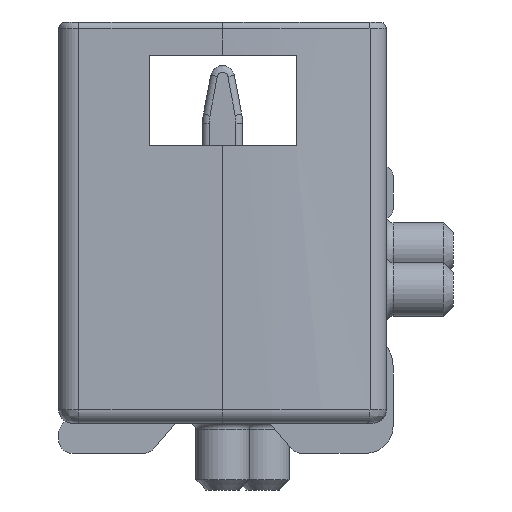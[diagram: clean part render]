
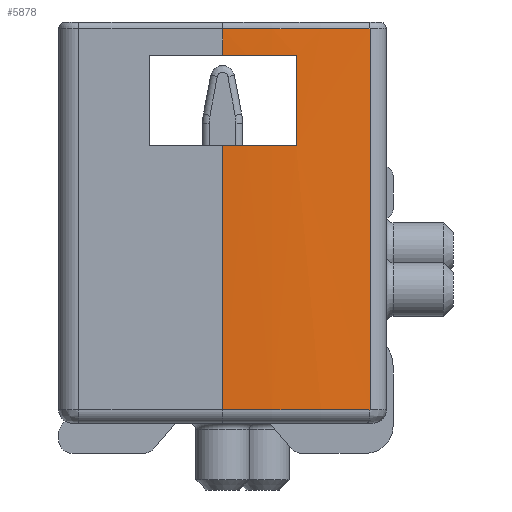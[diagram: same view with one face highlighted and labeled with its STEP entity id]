
A CAD part, left-side view. The second image highlights one B-rep face of the part: STEP entity #5878.
In plain terms, the highlighted cylindrical face has radius 12 mm (diameter 24 mm), a partial arc.
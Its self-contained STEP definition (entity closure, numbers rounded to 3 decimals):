
#4617=CYLINDRICAL_SURFACE('',#21106,12.);
#4988=FACE_OUTER_BOUND('',#7367,.T.);
#5878=ADVANCED_FACE('',(#4988),#4617,.T.);
#7367=EDGE_LOOP('',(#9462,#9463,#9464,#9465,#9466,#9467,#9468,#9469));
#8296=CIRCLE('',#21088,12.);
#8305=CIRCLE('',#21103,12.);
#8306=CIRCLE('',#21104,12.);
#8307=CIRCLE('',#21105,12.);
#9462=ORIENTED_EDGE('',*,*,#15770,.T.);
#9463=ORIENTED_EDGE('',*,*,#15771,.T.);
#9464=ORIENTED_EDGE('',*,*,#15772,.F.);
#9465=ORIENTED_EDGE('',*,*,#15773,.T.);
#9466=ORIENTED_EDGE('',*,*,#15774,.T.);
#9467=ORIENTED_EDGE('',*,*,#15775,.T.);
#9468=ORIENTED_EDGE('',*,*,#15467,.F.);
#9469=ORIENTED_EDGE('',*,*,#15678,.T.);
#13932=VERTEX_POINT('',#27808);
#13933=VERTEX_POINT('',#27810);
#14127=VERTEX_POINT('',#28263);
#14208=VERTEX_POINT('',#28443);
#14209=VERTEX_POINT('',#28445);
#14210=VERTEX_POINT('',#28447);
#14211=VERTEX_POINT('',#28449);
#14212=VERTEX_POINT('',#28451);
#15467=EDGE_CURVE('',#13932,#13933,#17863,.T.);
#15678=EDGE_CURVE('',#13932,#14127,#8296,.T.);
#15770=EDGE_CURVE('',#14127,#14208,#18136,.T.);
#15771=EDGE_CURVE('',#14208,#14209,#8305,.T.);
#15772=EDGE_CURVE('',#14210,#14209,#18137,.T.);
#15773=EDGE_CURVE('',#14210,#14211,#8306,.T.);
#15774=EDGE_CURVE('',#14211,#14212,#18138,.T.);
#15775=EDGE_CURVE('',#14212,#13933,#8307,.T.);
#17863=LINE('',#27809,#19467);
#18136=LINE('',#28442,#19740);
#18137=LINE('',#28446,#19741);
#18138=LINE('',#28450,#19742);
#19467=VECTOR('',#22792,1.);
#19740=VECTOR('',#23195,1.);
#19741=VECTOR('',#23198,1.);
#19742=VECTOR('',#23201,1.);
#21088=AXIS2_PLACEMENT_3D('',#28264,#23082,#23083);
#21103=AXIS2_PLACEMENT_3D('',#28444,#23196,#23197);
#21104=AXIS2_PLACEMENT_3D('',#28448,#23199,#23200);
#21105=AXIS2_PLACEMENT_3D('',#28452,#23202,#23203);
#21106=AXIS2_PLACEMENT_3D('',#28453,#23204,#23205);
#22792=DIRECTION('',(0.,0.,1.));
#23082=DIRECTION('',(0.,0.,-1.));
#23083=DIRECTION('',(1.,0.,0.));
#23195=DIRECTION('',(0.,0.,-1.));
#23196=DIRECTION('',(0.,0.,1.));
#23197=DIRECTION('',(-1.,0.,0.));
#23198=DIRECTION('',(0.,0.,-1.));
#23199=DIRECTION('',(0.,0.,-1.));
#23200=DIRECTION('',(1.,0.,0.));
#23201=DIRECTION('',(0.,0.,-1.));
#23202=DIRECTION('',(0.,0.,1.));
#23203=DIRECTION('',(-1.,0.,0.));
#23204=DIRECTION('',(0.,0.,-1.));
#23205=DIRECTION('',(-1.,0.,0.));
#27808=CARTESIAN_POINT('',(-3.874,-1.1,4.15));
#27809=CARTESIAN_POINT('',(-3.874,-1.1,6.));
#27810=CARTESIAN_POINT('',(-3.874,-1.1,5.5));
#28263=CARTESIAN_POINT('',(-3.925,0.,4.15));
#28264=CARTESIAN_POINT('',(8.075,0.,4.15));
#28442=CARTESIAN_POINT('',(-3.925,0.,6.));
#28443=CARTESIAN_POINT('',(-3.925,0.,0.2));
#28444=CARTESIAN_POINT('',(8.075,0.,0.2));
#28445=CARTESIAN_POINT('',(-3.721,-2.205,0.2));
#28446=CARTESIAN_POINT('',(-3.721,-2.205,6.));
#28447=CARTESIAN_POINT('',(-3.721,-2.205,5.9));
#28448=CARTESIAN_POINT('',(8.075,0.,5.9));
#28449=CARTESIAN_POINT('',(-3.925,0.,5.9));
#28450=CARTESIAN_POINT('',(-3.925,0.,6.));
#28451=CARTESIAN_POINT('',(-3.925,0.,5.5));
#28452=CARTESIAN_POINT('',(8.075,0.,5.5));
#28453=CARTESIAN_POINT('',(8.075,0.,6.));
